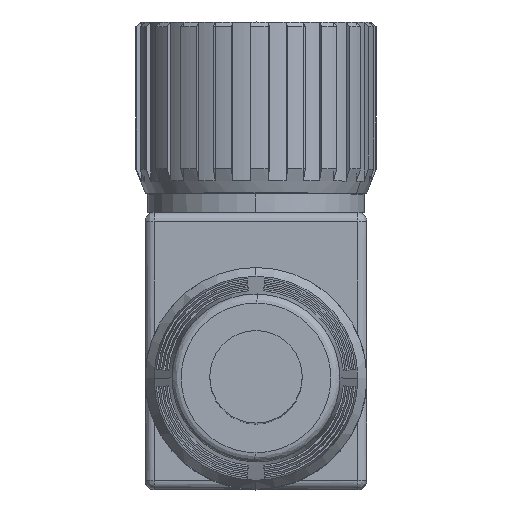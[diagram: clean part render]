
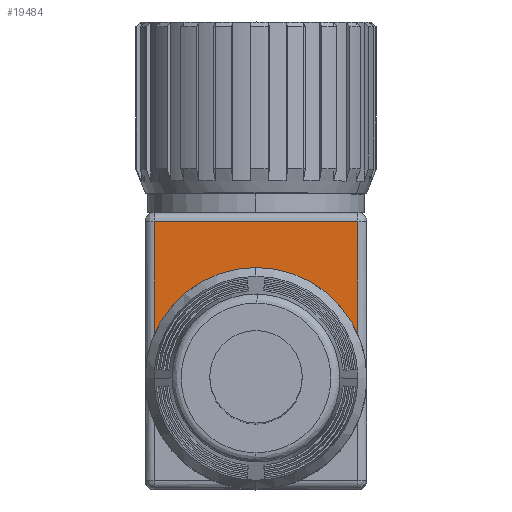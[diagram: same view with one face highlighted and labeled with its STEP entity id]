
A CAD part, top view. The second image highlights one B-rep face of the part: STEP entity #19484.
In plain terms, the highlighted planar face has unit normal (0, 0, 1).
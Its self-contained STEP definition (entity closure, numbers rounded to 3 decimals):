
#756 = CARTESIAN_POINT ( 'NONE',  ( 0., -50.477, 14. ) ) ;
#757 = DIRECTION ( 'NONE',  ( 0., 0., 1. ) ) ;
#759 = DIRECTION ( 'NONE',  ( 1., 0., 0. ) ) ;
#2757 = CARTESIAN_POINT ( 'NONE',  ( 11., -45.681, 14. ) ) ;
#2929 = CARTESIAN_POINT ( 'NONE',  ( -11., -45.681, 14. ) ) ;
#3414 = CIRCLE ( 'NONE', #39487, 12. ) ;
#6441 = EDGE_LOOP ( 'NONE', ( #32151, #32152, #32153, #32154 ) ) ;
#7882 = VERTEX_POINT ( 'NONE', #16452 ) ;
#8059 = VERTEX_POINT ( 'NONE', #16790 ) ;
#10422 = EDGE_CURVE ( 'NONE', #8059, #7882, #27956, .T. ) ;
#10494 = EDGE_CURVE ( 'NONE', #33505, #8059, #28045, .T. ) ;
#10518 = EDGE_CURVE ( 'NONE', #33628, #7882, #28087, .T. ) ;
#16452 = CARTESIAN_POINT ( 'NONE',  ( -11., -33.477, 14. ) ) ;
#16790 = CARTESIAN_POINT ( 'NONE',  ( 11., -33.477, 14. ) ) ;
#17046 = CARTESIAN_POINT ( 'NONE',  ( -12., -62.477, 14. ) ) ;
#17048 = PLANE ( 'NONE',  #39995 ) ;
#17051 = DIRECTION ( 'NONE',  ( 0., 0., 1. ) ) ;
#17052 = DIRECTION ( 'NONE',  ( 1., 0., 0. ) ) ;
#19484 = ADVANCED_FACE ( 'NONE', ( #22322 ), #17048, .T. ) ;
#22322 = FACE_OUTER_BOUND ( 'NONE', #6441, .T. ) ;
#24948 = CARTESIAN_POINT ( 'NONE',  ( -12., -33.477, 14. ) ) ;
#24952 = DIRECTION ( 'NONE',  ( -1., 0., 0. ) ) ;
#25316 = CARTESIAN_POINT ( 'NONE',  ( 11., -62.477, 14. ) ) ;
#25317 = DIRECTION ( 'NONE',  ( 0., 1., 0. ) ) ;
#25414 = CARTESIAN_POINT ( 'NONE',  ( -11., 7.221, 14. ) ) ;
#25415 = DIRECTION ( 'NONE',  ( 0., 1., 0. ) ) ;
#27956 = LINE ( 'NONE', #24948, #27962 ) ;
#27962 = VECTOR ( 'NONE', #24952, 1000. ) ;
#28045 = LINE ( 'NONE', #25316, #28056 ) ;
#28056 = VECTOR ( 'NONE', #25317, 1000. ) ;
#28087 = LINE ( 'NONE', #25414, #28090 ) ;
#28090 = VECTOR ( 'NONE', #25415, 1000. ) ;
#32151 = ORIENTED_EDGE ( 'NONE', *, *, #10494, .T. ) ;
#32152 = ORIENTED_EDGE ( 'NONE', *, *, #10422, .T. ) ;
#32153 = ORIENTED_EDGE ( 'NONE', *, *, #10518, .F. ) ;
#32154 = ORIENTED_EDGE ( 'NONE', *, *, #35424, .F. ) ;
#33505 = VERTEX_POINT ( 'NONE', #2757 ) ;
#33628 = VERTEX_POINT ( 'NONE', #2929 ) ;
#35424 = EDGE_CURVE ( 'NONE', #33505, #33628, #3414, .T. ) ;
#39487 = AXIS2_PLACEMENT_3D ( 'NONE', #756, #757, #759 ) ;
#39995 = AXIS2_PLACEMENT_3D ( 'NONE', #17046, #17051, #17052 ) ;
